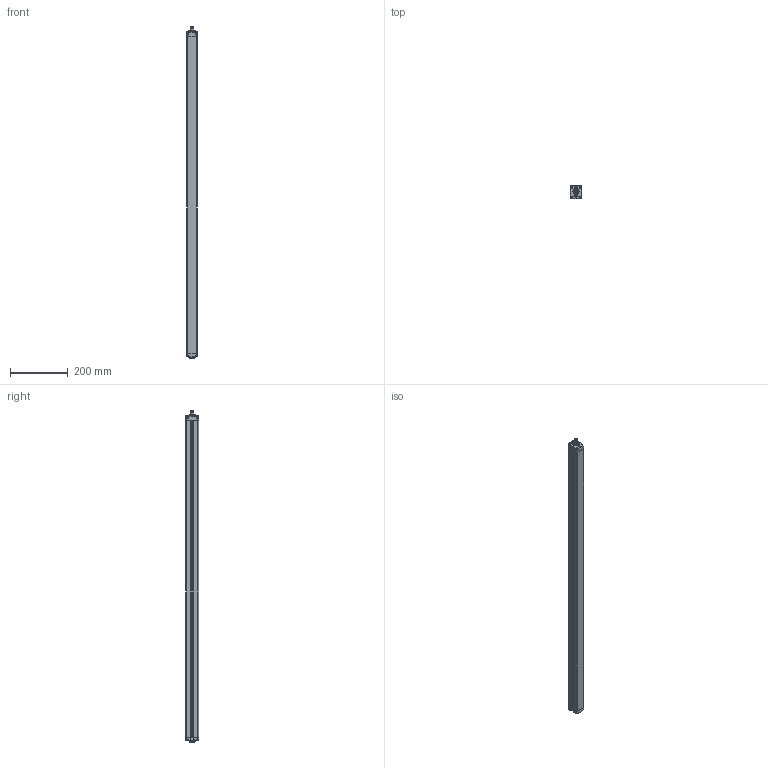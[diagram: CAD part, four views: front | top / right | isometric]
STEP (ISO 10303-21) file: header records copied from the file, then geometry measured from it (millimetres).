
FILE_DESCRIPTION((''),'2;1');
FILE_NAME('145435_SW','2011-02-28T',('banengservice'),('BANNER ENGINEERING'),'PRO/ENGINEER BY PARAMETRIC TECHNOLOGY CORPORATION, 2009141','PRO/ENGINEER BY PARAMETRIC TECHNOLOGY CORPORATION, 2009141','');
FILE_SCHEMA(('CONFIG_CONTROL_DESIGN'));
Length unit declared in the file: inch
Products named in the file (1): 145435_SW
Bounding box: 36 x 45.76 x 1152.71 mm (x, y, z)
Volume: 712887.9 mm3; surface area: 424342.6 mm2
Topology: 1 solids, 1 shells, 907 faces, 2371 edges, 1479 vertices
Faces by surface type: plane 398, cylinder 397, sphere 42, torus 32, bspline 25, cone 13
Entity records: 35507 total; most frequent: CARTESIAN_POINT 13069, ORIENTED_EDGE 4694, DIRECTION 4668, EDGE_CURVE 2347, AXIS2_PLACEMENT_3D 1619, VERTEX_POINT 1479, VECTOR 1430, LINE 1430
